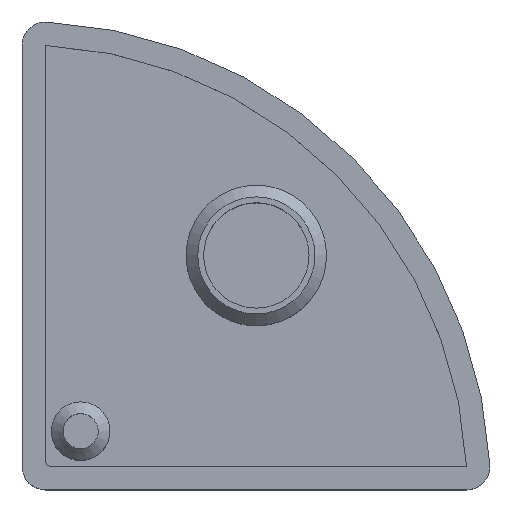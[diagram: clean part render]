
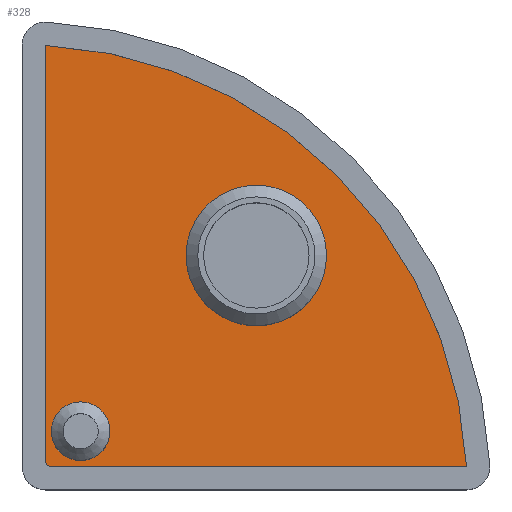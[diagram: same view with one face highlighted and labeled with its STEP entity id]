
A CAD part, top view. The second image highlights one B-rep face of the part: STEP entity #328.
In plain terms, the highlighted planar face has unit normal (0, 0, 1).
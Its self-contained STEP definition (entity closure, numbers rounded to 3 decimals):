
#15=FACE_BOUND('',#68,.T.);
#16=FACE_BOUND('',#69,.T.);
#19=PLANE('',#379);
#45=FACE_OUTER_BOUND('',#67,.T.);
#67=EDGE_LOOP('',(#254,#255,#256,#257));
#68=EDGE_LOOP('',(#258));
#69=EDGE_LOOP('',(#259));
#93=LINE('',#553,#117);
#94=LINE('',#557,#118);
#117=VECTOR('',#447,1000.);
#118=VECTOR('',#450,1000.);
#140=CIRCLE('',#373,2.5);
#143=CIRCLE('',#378,6.);
#144=CIRCLE('',#380,0.5);
#145=CIRCLE('',#381,38.);
#161=VERTEX_POINT('',#537);
#164=VERTEX_POINT('',#547);
#165=VERTEX_POINT('',#551);
#166=VERTEX_POINT('',#552);
#167=VERTEX_POINT('',#554);
#168=VERTEX_POINT('',#556);
#193=EDGE_CURVE('',#161,#161,#140,.T.);
#198=EDGE_CURVE('',#164,#164,#143,.T.);
#200=EDGE_CURVE('',#165,#166,#93,.T.);
#201=EDGE_CURVE('',#166,#167,#144,.T.);
#202=EDGE_CURVE('',#167,#168,#94,.T.);
#203=EDGE_CURVE('',#168,#165,#145,.T.);
#254=ORIENTED_EDGE('',*,*,#200,.T.);
#255=ORIENTED_EDGE('',*,*,#201,.T.);
#256=ORIENTED_EDGE('',*,*,#202,.T.);
#257=ORIENTED_EDGE('',*,*,#203,.T.);
#258=ORIENTED_EDGE('',*,*,#198,.F.);
#259=ORIENTED_EDGE('',*,*,#193,.F.);
#328=ADVANCED_FACE('',(#45,#15,#16),#19,.T.);
#373=AXIS2_PLACEMENT_3D('',#538,#430,#431);
#378=AXIS2_PLACEMENT_3D('',#548,#442,#443);
#379=AXIS2_PLACEMENT_3D('',#550,#445,#446);
#380=AXIS2_PLACEMENT_3D('',#555,#448,#449);
#381=AXIS2_PLACEMENT_3D('',#558,#451,#452);
#430=DIRECTION('center_axis',(0.,0.,1.));
#431=DIRECTION('ref_axis',(1.,0.,0.));
#442=DIRECTION('center_axis',(0.,0.,1.));
#443=DIRECTION('ref_axis',(1.,0.,0.));
#445=DIRECTION('center_axis',(0.,0.,1.));
#446=DIRECTION('ref_axis',(1.,0.,0.));
#447=DIRECTION('',(0.,-1.,0.));
#448=DIRECTION('center_axis',(0.,0.,1.));
#449=DIRECTION('ref_axis',(1.,0.,0.));
#450=DIRECTION('',(1.,0.,0.));
#451=DIRECTION('center_axis',(0.,0.,1.));
#452=DIRECTION('ref_axis',(1.,0.,0.));
#537=CARTESIAN_POINT('',(-37.444,-2.705,3.));
#538=CARTESIAN_POINT('Origin',(-39.944,-2.705,3.));
#547=CARTESIAN_POINT('',(-18.944,12.295,3.));
#548=CARTESIAN_POINT('Origin',(-24.944,12.295,3.));
#550=CARTESIAN_POINT('Origin',(-44.944,-7.705,3.));
#551=CARTESIAN_POINT('',(-42.944,30.243,3.));
#552=CARTESIAN_POINT('',(-42.944,-5.205,3.));
#553=CARTESIAN_POINT('',(-42.944,30.243,3.));
#554=CARTESIAN_POINT('',(-42.444,-5.705,3.));
#555=CARTESIAN_POINT('Origin',(-42.444,-5.205,3.));
#556=CARTESIAN_POINT('',(-6.997,-5.705,3.));
#557=CARTESIAN_POINT('',(-42.944,-5.705,3.));
#558=CARTESIAN_POINT('Origin',(-44.944,-7.705,3.));
